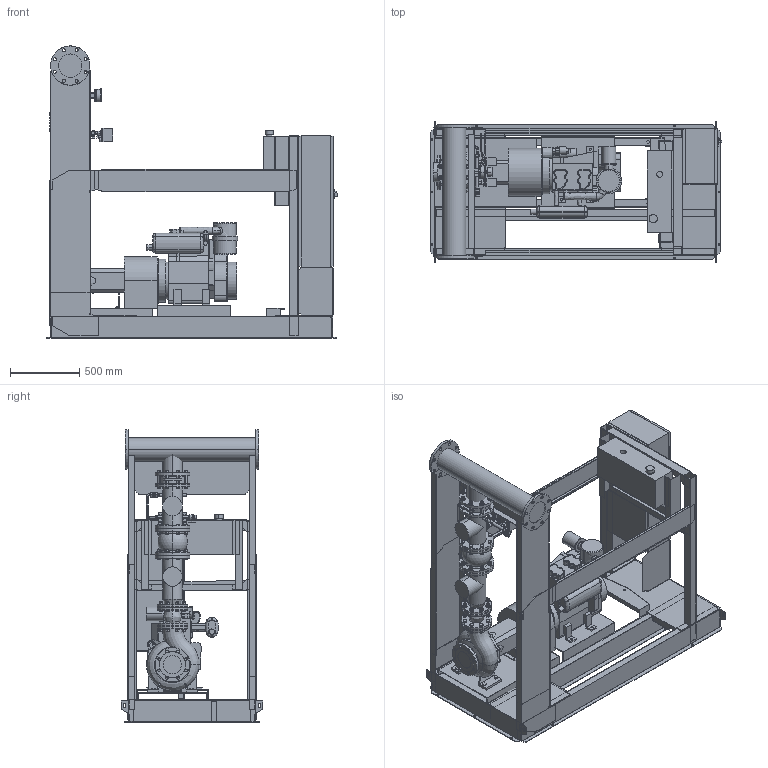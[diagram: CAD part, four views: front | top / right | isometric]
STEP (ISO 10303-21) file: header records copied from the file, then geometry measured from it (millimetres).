
FILE_DESCRIPTION((''),'2;1');
FILE_NAME('3d_Sifire-EN-100_200-183-31.5D-4183837.stp','2015-05-26T10:30:23',(''),(''),'Mechanical Desktop 2009','Mechanical Desktop 2009',', , ');
FILE_SCHEMA(('CONFIG_CONTROL_DESIGN'));
Length unit declared in the file: millimetre
Products named in the file (1): Product
Bounding box: 2105.5 x 1026 x 2112.5 mm (x, y, z)
Volume: 328349537.4 mm3; surface area: 27635007.7 mm2
Topology: 178 solids, 178 shells, 4098 faces, 9834 edges, 6176 vertices
Faces by surface type: bspline 1676, plane 1281, cylinder 569, cone 520, torus 50, sphere 2
Entity records: 132648 total; most frequent: CARTESIAN_POINT 45065, ORIENTED_EDGE 19652, DIRECTION 16084, EDGE_CURVE 9826, VERTEX_POINT 6173, AXIS2_PLACEMENT_3D 5476, VECTOR 5132, LINE 5132
